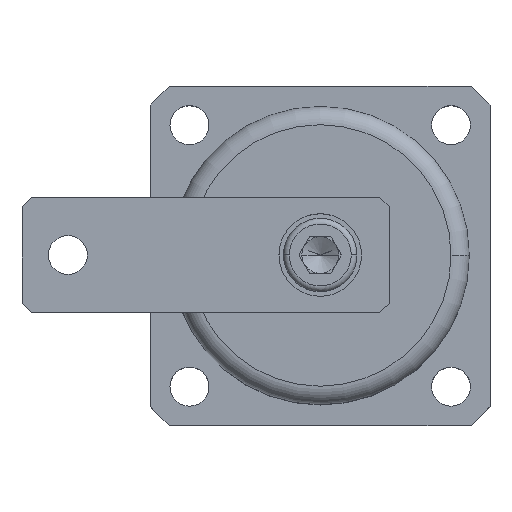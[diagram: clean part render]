
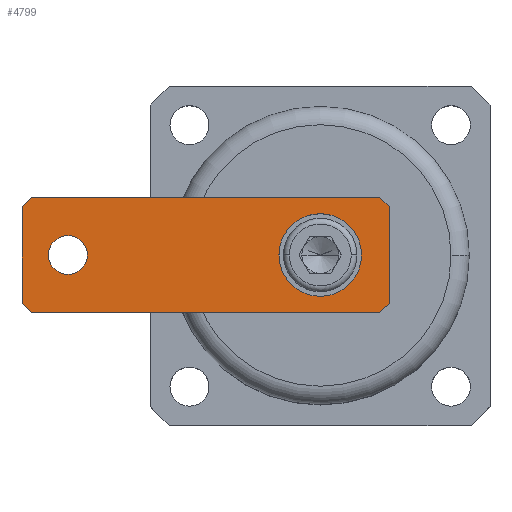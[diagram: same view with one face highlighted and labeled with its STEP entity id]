
A CAD part, top view. The second image highlights one B-rep face of the part: STEP entity #4799.
In plain terms, the highlighted face is planar.
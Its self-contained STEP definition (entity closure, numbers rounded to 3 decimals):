
#422 = EDGE_CURVE ( 'NONE', #3029, #3030, #3266, .T. ) ;
#426 = EDGE_CURVE ( 'NONE', #3033, #3034, #3272, .T. ) ;
#445 = EDGE_CURVE ( 'NONE', #3047, #3044, #3304, .T. ) ;
#447 = EDGE_CURVE ( 'NONE', #3046, #3048, #3308, .T. ) ;
#450 = EDGE_CURVE ( 'NONE', #3051, #3022, #3314, .T. ) ;
#454 = EDGE_CURVE ( 'NONE', #3050, #3049, #3322, .T. ) ;
#456 = EDGE_CURVE ( 'NONE', #3030, #3029, #3326, .T. ) ;
#457 = EDGE_CURVE ( 'NONE', #3034, #3033, #3328, .T. ) ;
#458 = EDGE_CURVE ( 'NONE', #3044, #3046, #3329, .T. ) ;
#459 = EDGE_CURVE ( 'NONE', #3048, #3051, #3330, .T. ) ;
#460 = EDGE_CURVE ( 'NONE', #3022, #3050, #3332, .T. ) ;
#461 = EDGE_CURVE ( 'NONE', #3049, #3047, #3334, .T. ) ;
#511 = AXIS2_PLACEMENT_3D ( 'NONE', #5545, #5546, #5547 ) ;
#513 = AXIS2_PLACEMENT_3D ( 'NONE', #5555, #5556, #5557 ) ;
#520 = AXIS2_PLACEMENT_3D ( 'NONE', #5622, #5623, #5624 ) ;
#521 = AXIS2_PLACEMENT_3D ( 'NONE', #5625, #5626, #5627 ) ;
#1120 = EDGE_LOOP ( 'NONE', ( #1297, #1298 ) ) ;
#1124 = EDGE_LOOP ( 'NONE', ( #1295, #1296 ) ) ;
#1128 = EDGE_LOOP ( 'NONE', ( #1299, #1300, #1301, #1302, #1303, #1304, #1305, #1306 ) ) ;
#1295 = ORIENTED_EDGE ( 'NONE', *, *, #456, .F. ) ;
#1296 = ORIENTED_EDGE ( 'NONE', *, *, #422, .F. ) ;
#1297 = ORIENTED_EDGE ( 'NONE', *, *, #457, .F. ) ;
#1298 = ORIENTED_EDGE ( 'NONE', *, *, #426, .F. ) ;
#1299 = ORIENTED_EDGE ( 'NONE', *, *, #445, .T. ) ;
#1300 = ORIENTED_EDGE ( 'NONE', *, *, #458, .T. ) ;
#1301 = ORIENTED_EDGE ( 'NONE', *, *, #447, .T. ) ;
#1302 = ORIENTED_EDGE ( 'NONE', *, *, #459, .T. ) ;
#1303 = ORIENTED_EDGE ( 'NONE', *, *, #450, .T. ) ;
#1304 = ORIENTED_EDGE ( 'NONE', *, *, #460, .T. ) ;
#1305 = ORIENTED_EDGE ( 'NONE', *, *, #454, .T. ) ;
#1306 = ORIENTED_EDGE ( 'NONE', *, *, #461, .T. ) ;
#1699 = DIRECTION ( 'NONE',  ( 0., 1., 0. ) ) ;
#1702 = CARTESIAN_POINT ( 'NONE',  ( 0., 12.5, 0. ) ) ;
#1704 = PLANE ( 'NONE',  #2182 ) ;
#1706 = DIRECTION ( 'NONE',  ( 0., 0., 1. ) ) ;
#2182 = AXIS2_PLACEMENT_3D ( 'NONE', #1702, #1699, #1706 ) ;
#3022 = VERTEX_POINT ( 'NONE', #3979 ) ;
#3029 = VERTEX_POINT ( 'NONE', #3986 ) ;
#3030 = VERTEX_POINT ( 'NONE', #3987 ) ;
#3033 = VERTEX_POINT ( 'NONE', #3990 ) ;
#3034 = VERTEX_POINT ( 'NONE', #3991 ) ;
#3044 = VERTEX_POINT ( 'NONE', #4001 ) ;
#3046 = VERTEX_POINT ( 'NONE', #4003 ) ;
#3047 = VERTEX_POINT ( 'NONE', #4004 ) ;
#3048 = VERTEX_POINT ( 'NONE', #4005 ) ;
#3049 = VERTEX_POINT ( 'NONE', #4006 ) ;
#3050 = VERTEX_POINT ( 'NONE', #4007 ) ;
#3051 = VERTEX_POINT ( 'NONE', #4008 ) ;
#3266 = CIRCLE ( 'NONE', #511, 4.25 ) ;
#3272 = CIRCLE ( 'NONE', #513, 9. ) ;
#3304 = LINE ( 'NONE', #5599, #3307 ) ;
#3307 = VECTOR ( 'NONE', #5600, 1000. ) ;
#3308 = LINE ( 'NONE', #5602, #3311 ) ;
#3311 = VECTOR ( 'NONE', #5603, 1000. ) ;
#3314 = LINE ( 'NONE', #5608, #3317 ) ;
#3317 = VECTOR ( 'NONE', #5609, 1000. ) ;
#3322 = LINE ( 'NONE', #5616, #3325 ) ;
#3325 = VECTOR ( 'NONE', #5617, 1000. ) ;
#3326 = CIRCLE ( 'NONE', #520, 4.25 ) ;
#3328 = CIRCLE ( 'NONE', #521, 9. ) ;
#3329 = LINE ( 'NONE', #5620, #3331 ) ;
#3330 = LINE ( 'NONE', #5628, #3333 ) ;
#3331 = VECTOR ( 'NONE', #5621, 1000. ) ;
#3332 = LINE ( 'NONE', #5630, #3335 ) ;
#3333 = VECTOR ( 'NONE', #5629, 1000. ) ;
#3334 = LINE ( 'NONE', #5632, #3337 ) ;
#3335 = VECTOR ( 'NONE', #5631, 1000. ) ;
#3337 = VECTOR ( 'NONE', #5633, 1000. ) ;
#3979 = CARTESIAN_POINT ( 'NONE',  ( -40., 12.5, 10.5 ) ) ;
#3986 = CARTESIAN_POINT ( 'NONE',  ( -30., 12.5, -4.25 ) ) ;
#3987 = CARTESIAN_POINT ( 'NONE',  ( -30., 12.5, 4.25 ) ) ;
#3990 = CARTESIAN_POINT ( 'NONE',  ( 25., 12.5, -9. ) ) ;
#3991 = CARTESIAN_POINT ( 'NONE',  ( 25., 12.5, 9. ) ) ;
#4001 = CARTESIAN_POINT ( 'NONE',  ( 40., 12.5, -10.5 ) ) ;
#4003 = CARTESIAN_POINT ( 'NONE',  ( 38., 12.5, -12.5 ) ) ;
#4004 = CARTESIAN_POINT ( 'NONE',  ( 40., 12.5, 10.5 ) ) ;
#4005 = CARTESIAN_POINT ( 'NONE',  ( -38., 12.5, -12.5 ) ) ;
#4006 = CARTESIAN_POINT ( 'NONE',  ( 38., 12.5, 12.5 ) ) ;
#4007 = CARTESIAN_POINT ( 'NONE',  ( -38., 12.5, 12.5 ) ) ;
#4008 = CARTESIAN_POINT ( 'NONE',  ( -40., 12.5, -10.5 ) ) ;
#4513 = FACE_BOUND ( 'NONE', #1124, .T. ) ;
#4518 = FACE_OUTER_BOUND ( 'NONE', #1128, .T. ) ;
#4522 = FACE_BOUND ( 'NONE', #1120, .T. ) ;
#4799 = ADVANCED_FACE ( 'NONE', ( #4513, #4522, #4518 ), #1704, .T. ) ;
#5545 = CARTESIAN_POINT ( 'NONE',  ( -30., 12.5, 0. ) ) ;
#5546 = DIRECTION ( 'NONE',  ( 0., 1., 0. ) ) ;
#5547 = DIRECTION ( 'NONE',  ( 0., 0., 1. ) ) ;
#5555 = CARTESIAN_POINT ( 'NONE',  ( 25., 12.5, 0. ) ) ;
#5556 = DIRECTION ( 'NONE',  ( 0., 1., 0. ) ) ;
#5557 = DIRECTION ( 'NONE',  ( 0., 0., 1. ) ) ;
#5599 = CARTESIAN_POINT ( 'NONE',  ( 40., 12.5, -12.5 ) ) ;
#5600 = DIRECTION ( 'NONE',  ( 0., 0., -1. ) ) ;
#5602 = CARTESIAN_POINT ( 'NONE',  ( -40., 12.5, -12.5 ) ) ;
#5603 = DIRECTION ( 'NONE',  ( -1., 0., 0. ) ) ;
#5608 = CARTESIAN_POINT ( 'NONE',  ( -40., 12.5, -12.5 ) ) ;
#5609 = DIRECTION ( 'NONE',  ( 0., 0., 1. ) ) ;
#5616 = CARTESIAN_POINT ( 'NONE',  ( -40., 12.5, 12.5 ) ) ;
#5617 = DIRECTION ( 'NONE',  ( 1., 0., 0. ) ) ;
#5620 = CARTESIAN_POINT ( 'NONE',  ( 25.25, 12.5, -25.25 ) ) ;
#5621 = DIRECTION ( 'NONE',  ( -0.707, 0., -0.707 ) ) ;
#5622 = CARTESIAN_POINT ( 'NONE',  ( -30., 12.5, 0. ) ) ;
#5623 = DIRECTION ( 'NONE',  ( 0., 1., 0. ) ) ;
#5624 = DIRECTION ( 'NONE',  ( 0., 0., 1. ) ) ;
#5625 = CARTESIAN_POINT ( 'NONE',  ( 25., 12.5, 0. ) ) ;
#5626 = DIRECTION ( 'NONE',  ( 0., 1., 0. ) ) ;
#5627 = DIRECTION ( 'NONE',  ( 0., 0., 1. ) ) ;
#5628 = CARTESIAN_POINT ( 'NONE',  ( -25.25, 12.5, -25.25 ) ) ;
#5629 = DIRECTION ( 'NONE',  ( -0.707, 0., 0.707 ) ) ;
#5630 = CARTESIAN_POINT ( 'NONE',  ( -25.25, 12.5, 25.25 ) ) ;
#5631 = DIRECTION ( 'NONE',  ( 0.707, 0., 0.707 ) ) ;
#5632 = CARTESIAN_POINT ( 'NONE',  ( 25.25, 12.5, 25.25 ) ) ;
#5633 = DIRECTION ( 'NONE',  ( 0.707, 0., -0.707 ) ) ;
